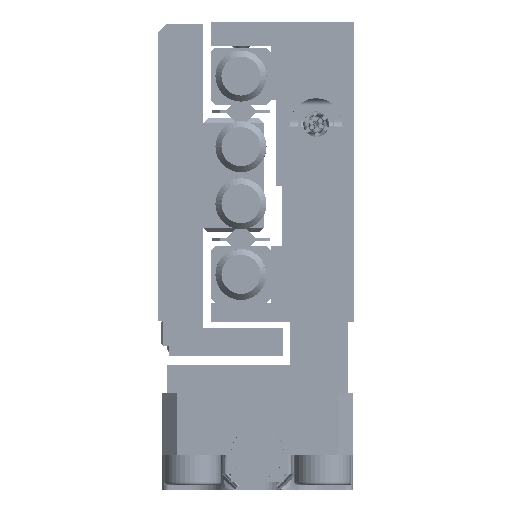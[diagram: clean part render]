
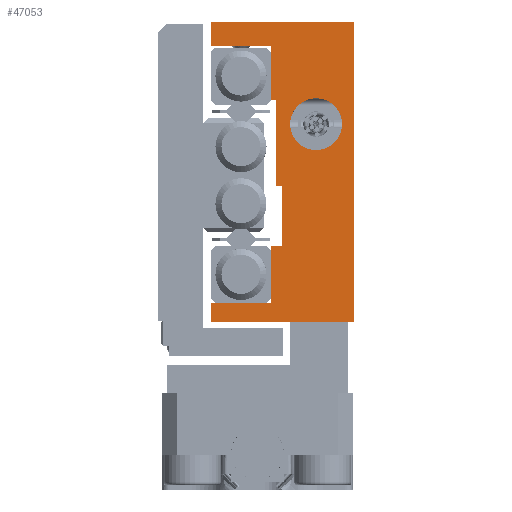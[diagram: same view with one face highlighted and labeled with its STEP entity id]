
A CAD part, left-side view. The second image highlights one B-rep face of the part: STEP entity #47053.
In plain terms, the highlighted planar face has unit normal (-1, 0, 0).
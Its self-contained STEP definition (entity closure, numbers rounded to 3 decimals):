
#103 = ORIENTED_EDGE ( 'NONE', *, *, #39322, .T. ) ;
#348 = VERTEX_POINT ( 'NONE', #41458 ) ;
#727 = EDGE_CURVE ( 'NONE', #34222, #52345, #36219, .T. ) ;
#1714 = DIRECTION ( 'NONE',  ( 0., 1., 0. ) ) ;
#1820 = ORIENTED_EDGE ( 'NONE', *, *, #34364, .F. ) ;
#2444 = VECTOR ( 'NONE', #21681, 1000. ) ;
#4720 = LINE ( 'NONE', #23599, #17453 ) ;
#4959 = DIRECTION ( 'NONE',  ( 0., 0., 1. ) ) ;
#6750 = VECTOR ( 'NONE', #23021, 1000. ) ;
#7208 = LINE ( 'NONE', #18850, #53168 ) ;
#7812 = VERTEX_POINT ( 'NONE', #52475 ) ;
#7888 = ORIENTED_EDGE ( 'NONE', *, *, #14750, .F. ) ;
#8186 = CARTESIAN_POINT ( 'NONE',  ( -40., 5.5, -0.9 ) ) ;
#8543 = LINE ( 'NONE', #8186, #67324 ) ;
#8660 = VECTOR ( 'NONE', #20193, 1000. ) ;
#9003 = CARTESIAN_POINT ( 'NONE',  ( -40., 4.8, -4.9 ) ) ;
#9108 = CARTESIAN_POINT ( 'NONE',  ( -40., 5.5, -4.9 ) ) ;
#9711 = CARTESIAN_POINT ( 'NONE',  ( -40., 9.5, -10. ) ) ;
#9720 = AXIS2_PLACEMENT_3D ( 'NONE', #40639, #51564, #1714 ) ;
#10699 = EDGE_CURVE ( 'NONE', #55181, #38196, #69083, .T. ) ;
#12095 = EDGE_CURVE ( 'NONE', #39148, #67890, #25097, .T. ) ;
#12957 = CARTESIAN_POINT ( 'NONE',  ( -40., 5.2, -0.9 ) ) ;
#13009 = EDGE_CURVE ( 'NONE', #348, #38196, #43313, .T. ) ;
#13372 = DIRECTION ( 'NONE',  ( 0., 0., -1. ) ) ;
#13486 = ORIENTED_EDGE ( 'NONE', *, *, #43767, .F. ) ;
#13504 = CARTESIAN_POINT ( 'NONE',  ( -40., 9.5, 10. ) ) ;
#14114 = VERTEX_POINT ( 'NONE', #55490 ) ;
#14368 = DIRECTION ( 'NONE',  ( 0., -1., 0. ) ) ;
#14750 = EDGE_CURVE ( 'NONE', #7812, #14114, #52070, .T. ) ;
#15176 = DIRECTION ( 'NONE',  ( 0., 0., -1. ) ) ;
#15316 = CARTESIAN_POINT ( 'NONE',  ( -40., 4.8, -0.9 ) ) ;
#15772 = CARTESIAN_POINT ( 'NONE',  ( -40., 5.5, 4.8 ) ) ;
#15868 = DIRECTION ( 'NONE',  ( -1., 0., 0. ) ) ;
#16615 = CARTESIAN_POINT ( 'NONE',  ( -40., 2.5, 3.2 ) ) ;
#16786 = VERTEX_POINT ( 'NONE', #15772 ) ;
#17248 = DIRECTION ( 'NONE',  ( 0., 0., 1. ) ) ;
#17453 = VECTOR ( 'NONE', #18138, 1000. ) ;
#17732 = VERTEX_POINT ( 'NONE', #28389 ) ;
#18138 = DIRECTION ( 'NONE',  ( 0., -1., 0. ) ) ;
#18581 = DIRECTION ( 'NONE',  ( 0., -1., 0. ) ) ;
#18585 = CARTESIAN_POINT ( 'NONE',  ( -40., 5.2, 4.8 ) ) ;
#18704 = VECTOR ( 'NONE', #70430, 1000. ) ;
#18850 = CARTESIAN_POINT ( 'NONE',  ( -40., 9.5, 10. ) ) ;
#20193 = DIRECTION ( 'NONE',  ( 0., 0., 1. ) ) ;
#20429 = VERTEX_POINT ( 'NONE', #25323 ) ;
#20440 = CARTESIAN_POINT ( 'NONE',  ( -40., 5.5, 4.8 ) ) ;
#21096 = ORIENTED_EDGE ( 'NONE', *, *, #22058, .T. ) ;
#21681 = DIRECTION ( 'NONE',  ( 0., -1., 0. ) ) ;
#22058 = EDGE_CURVE ( 'NONE', #20429, #39148, #59577, .T. ) ;
#22466 = FACE_BOUND ( 'NONE', #41313, .T. ) ;
#22479 = DIRECTION ( 'NONE',  ( -1., 0., 0. ) ) ;
#23021 = DIRECTION ( 'NONE',  ( 0., 1., 0. ) ) ;
#23426 = ORIENTED_EDGE ( 'NONE', *, *, #27495, .T. ) ;
#23599 = CARTESIAN_POINT ( 'NONE',  ( -40., 5.5, 8.4 ) ) ;
#25097 = LINE ( 'NONE', #36027, #61151 ) ;
#25276 = CARTESIAN_POINT ( 'NONE',  ( -40., 5.2, 4.8 ) ) ;
#25323 = CARTESIAN_POINT ( 'NONE',  ( -40., 9.5, -8.7 ) ) ;
#26322 = AXIS2_PLACEMENT_3D ( 'NONE', #51933, #22479, #44681 ) ;
#27495 = EDGE_CURVE ( 'NONE', #40537, #20429, #33595, .T. ) ;
#28389 = CARTESIAN_POINT ( 'NONE',  ( -40., 0., 10. ) ) ;
#28490 = ORIENTED_EDGE ( 'NONE', *, *, #63192, .T. ) ;
#28624 = FACE_OUTER_BOUND ( 'NONE', #45949, .T. ) ;
#28868 = CARTESIAN_POINT ( 'NONE',  ( -40., 9.5, -10. ) ) ;
#29541 = ORIENTED_EDGE ( 'NONE', *, *, #12095, .T. ) ;
#30299 = VECTOR ( 'NONE', #41411, 1000. ) ;
#30559 = VERTEX_POINT ( 'NONE', #13504 ) ;
#31325 = VECTOR ( 'NONE', #17248, 1000. ) ;
#31443 = CARTESIAN_POINT ( 'NONE',  ( -40., 5.5, 8.4 ) ) ;
#32781 = CARTESIAN_POINT ( 'NONE',  ( -40., 9.5, 8.4 ) ) ;
#33322 = LINE ( 'NONE', #71567, #2444 ) ;
#33478 = EDGE_CURVE ( 'NONE', #42634, #68181, #4720, .T. ) ;
#33595 = LINE ( 'NONE', #44162, #6750 ) ;
#33994 = ORIENTED_EDGE ( 'NONE', *, *, #68995, .F. ) ;
#34222 = VERTEX_POINT ( 'NONE', #12957 ) ;
#34364 = EDGE_CURVE ( 'NONE', #40537, #348, #48959, .T. ) ;
#35480 = ORIENTED_EDGE ( 'NONE', *, *, #33478, .T. ) ;
#36027 = CARTESIAN_POINT ( 'NONE',  ( -40., 5.5, -10. ) ) ;
#36157 = AXIS2_PLACEMENT_3D ( 'NONE', #16615, #15868, #4959 ) ;
#36219 = LINE ( 'NONE', #25276, #8660 ) ;
#36809 = ORIENTED_EDGE ( 'NONE', *, *, #67927, .F. ) ;
#38196 = VERTEX_POINT ( 'NONE', #9003 ) ;
#39148 = VERTEX_POINT ( 'NONE', #28868 ) ;
#39322 = EDGE_CURVE ( 'NONE', #67890, #17732, #44904, .T. ) ;
#40537 = VERTEX_POINT ( 'NONE', #64599 ) ;
#40639 = CARTESIAN_POINT ( 'NONE',  ( -40., 5.5, -10. ) ) ;
#41313 = EDGE_LOOP ( 'NONE', ( #57947, #7888 ) ) ;
#41411 = DIRECTION ( 'NONE',  ( 0., 0., -1. ) ) ;
#41458 = CARTESIAN_POINT ( 'NONE',  ( -40., 5.5, -4.9 ) ) ;
#42414 = CARTESIAN_POINT ( 'NONE',  ( -40., 5.5, -10. ) ) ;
#42634 = VERTEX_POINT ( 'NONE', #32781 ) ;
#42641 = DIRECTION ( 'NONE',  ( 0., 1., 0. ) ) ;
#43313 = LINE ( 'NONE', #9108, #70514 ) ;
#43767 = EDGE_CURVE ( 'NONE', #16786, #68181, #55272, .T. ) ;
#44162 = CARTESIAN_POINT ( 'NONE',  ( -40., 5.5, -8.7 ) ) ;
#44681 = DIRECTION ( 'NONE',  ( 0., 0., 1. ) ) ;
#44904 = LINE ( 'NONE', #56539, #31325 ) ;
#45264 = ORIENTED_EDGE ( 'NONE', *, *, #58391, .T. ) ;
#45949 = EDGE_LOOP ( 'NONE', ( #52589, #50662, #1820, #23426, #21096, #29541, #103, #36809, #45264, #35480, #13486, #33994, #70267, #28490 ) ) ;
#47053 = ADVANCED_FACE ( 'NONE', ( #22466, #28624 ), #66859, .F. ) ;
#48112 = LINE ( 'NONE', #20440, #68834 ) ;
#48959 = LINE ( 'NONE', #42414, #18704 ) ;
#49114 = CARTESIAN_POINT ( 'NONE',  ( -40., 5.5, -10. ) ) ;
#50662 = ORIENTED_EDGE ( 'NONE', *, *, #13009, .F. ) ;
#51564 = DIRECTION ( 'NONE',  ( 1., 0., 0. ) ) ;
#51933 = CARTESIAN_POINT ( 'NONE',  ( -40., 2.5, 3.2 ) ) ;
#52070 = CIRCLE ( 'NONE', #26322, 1.727 ) ;
#52345 = VERTEX_POINT ( 'NONE', #18585 ) ;
#52475 = CARTESIAN_POINT ( 'NONE',  ( -40., 2.5, 1.473 ) ) ;
#52589 = ORIENTED_EDGE ( 'NONE', *, *, #10699, .T. ) ;
#53168 = VECTOR ( 'NONE', #13372, 1000. ) ;
#53431 = CARTESIAN_POINT ( 'NONE',  ( -40., 4.8, -10. ) ) ;
#53630 = VECTOR ( 'NONE', #71306, 1000. ) ;
#54590 = DIRECTION ( 'NONE',  ( 0., -1., 0. ) ) ;
#55181 = VERTEX_POINT ( 'NONE', #15316 ) ;
#55272 = LINE ( 'NONE', #49114, #53630 ) ;
#55490 = CARTESIAN_POINT ( 'NONE',  ( -40., 2.5, 4.927 ) ) ;
#56539 = CARTESIAN_POINT ( 'NONE',  ( -40., 0., -10. ) ) ;
#57947 = ORIENTED_EDGE ( 'NONE', *, *, #67834, .F. ) ;
#58391 = EDGE_CURVE ( 'NONE', #30559, #42634, #7208, .T. ) ;
#59577 = LINE ( 'NONE', #9711, #68016 ) ;
#61151 = VECTOR ( 'NONE', #18581, 1000. ) ;
#63192 = EDGE_CURVE ( 'NONE', #34222, #55181, #8543, .T. ) ;
#64599 = CARTESIAN_POINT ( 'NONE',  ( -40., 5.5, -8.7 ) ) ;
#66859 = PLANE ( 'NONE',  #9720 ) ;
#67324 = VECTOR ( 'NONE', #14368, 1000. ) ;
#67834 = EDGE_CURVE ( 'NONE', #14114, #7812, #68741, .T. ) ;
#67890 = VERTEX_POINT ( 'NONE', #71208 ) ;
#67927 = EDGE_CURVE ( 'NONE', #30559, #17732, #33322, .T. ) ;
#68016 = VECTOR ( 'NONE', #15176, 1000. ) ;
#68181 = VERTEX_POINT ( 'NONE', #31443 ) ;
#68741 = CIRCLE ( 'NONE', #36157, 1.727 ) ;
#68834 = VECTOR ( 'NONE', #42641, 1000. ) ;
#68995 = EDGE_CURVE ( 'NONE', #52345, #16786, #48112, .T. ) ;
#69083 = LINE ( 'NONE', #53431, #30299 ) ;
#70267 = ORIENTED_EDGE ( 'NONE', *, *, #727, .F. ) ;
#70430 = DIRECTION ( 'NONE',  ( 0., 0., 1. ) ) ;
#70514 = VECTOR ( 'NONE', #54590, 1000. ) ;
#71208 = CARTESIAN_POINT ( 'NONE',  ( -40., 0., -10. ) ) ;
#71306 = DIRECTION ( 'NONE',  ( 0., 0., 1. ) ) ;
#71567 = CARTESIAN_POINT ( 'NONE',  ( -40., 5.5, 10. ) ) ;
